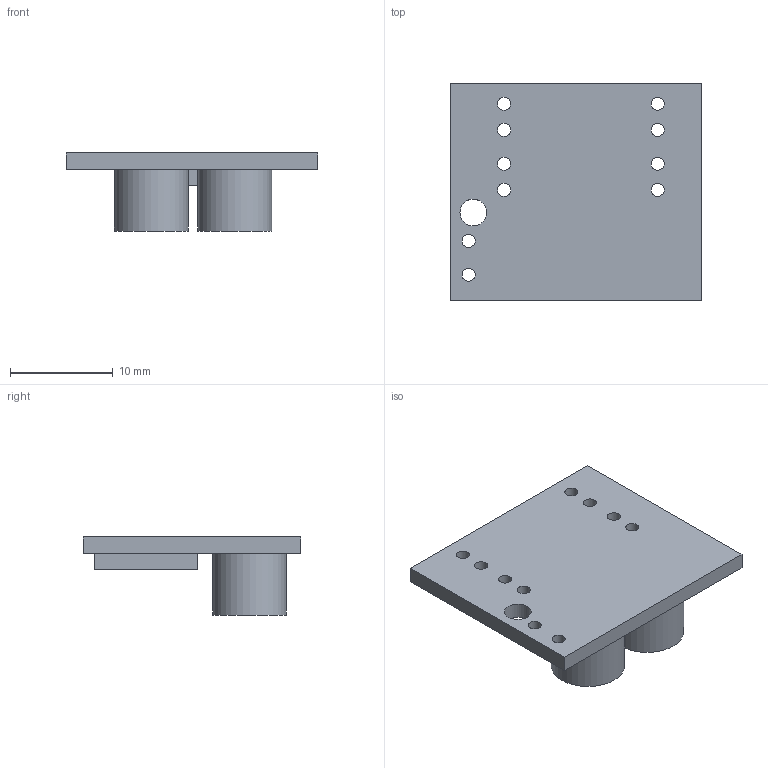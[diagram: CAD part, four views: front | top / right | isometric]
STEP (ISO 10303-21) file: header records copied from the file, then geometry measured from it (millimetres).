
FILE_DESCRIPTION(/* description */ ('STEP AP242','CAx-IF Rec.Pracs.---Representation and Presentation of Product Manufacturing Information (PMI)---4.0---2014-10-13','CAx-IF Rec.Pracs.---3D Tessellated Geometry---0.4---2014-09-14','2;1'),/* implementation_level */ '2;1');
FILE_NAME(/* name */ '67c4771d8d1ab346e897c9ff',/* time_stamp */ '2025-03-02T15:19:58Z',/* author */ (''),/* organization */ (''),/* preprocessor_version */ 'ST-DEVELOPER v20',/* originating_system */ 'ONSHAPE BY PTC INC, 1.194',/* authorisation */ ' ');
FILE_SCHEMA (('AP242_MANAGED_MODEL_BASED_3D_ENGINEERING_MIM_LF { 1 0 10303 442 1 1 4 }'));
Length unit declared in the file: metre
Products named in the file (4): Part 3; Part 2; Part 4; Part 1
Bounding box: 24.5 x 21.2 x 7.6 mm (x, y, z)
Volume: 1336.6 mm3; surface area: 1762.9 mm2
Topology: 4 solids, 4 shells, 29 faces, 63 edges, 42 vertices
Faces by surface type: plane 16, cylinder 13
Full cylindrical faces by diameter (mm): 1.27 x10, 2.6 x1, 7.164 x2
Entity records: 881 total; most frequent: DIRECTION 142, CARTESIAN_POINT 125, ORIENTED_EDGE 100, EDGE_LOOP 64, FACE_BOUND 64, AXIS2_PLACEMENT_3D 59, EDGE_CURVE 50, VERTEX_POINT 42
